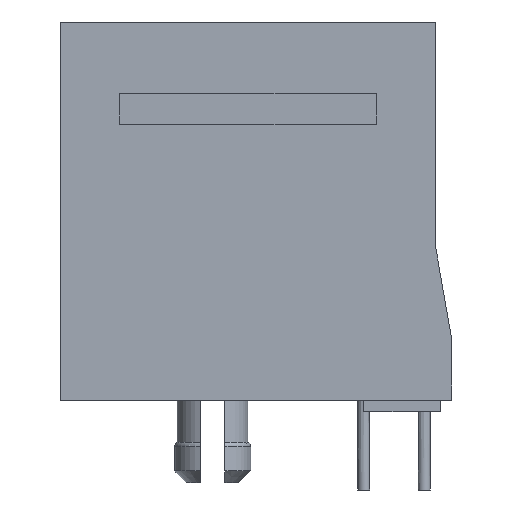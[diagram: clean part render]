
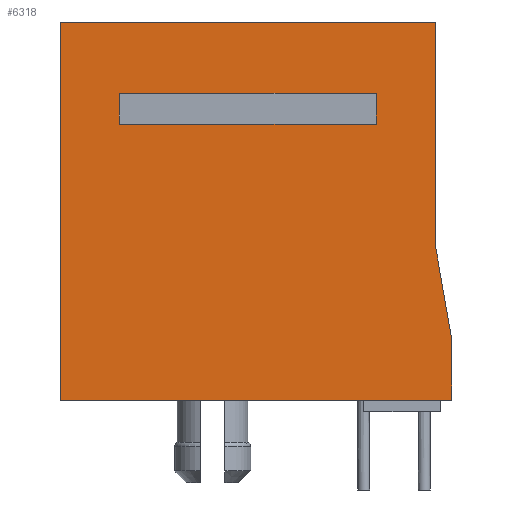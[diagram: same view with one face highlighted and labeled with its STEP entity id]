
A CAD part, front view. The second image highlights one B-rep face of the part: STEP entity #6318.
In plain terms, the highlighted planar face has unit normal (0, -1, 0).
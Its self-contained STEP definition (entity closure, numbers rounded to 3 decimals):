
#251=PLANE('',#6590);
#1396=ORIENTED_EDGE('',*,*,#2310,.F.);
#1397=ORIENTED_EDGE('',*,*,#1713,.F.);
#1398=ORIENTED_EDGE('',*,*,#1852,.F.);
#1399=ORIENTED_EDGE('',*,*,#1911,.F.);
#1400=ORIENTED_EDGE('',*,*,#1900,.F.);
#1401=ORIENTED_EDGE('',*,*,#1855,.F.);
#1402=ORIENTED_EDGE('',*,*,#2311,.T.);
#1403=ORIENTED_EDGE('',*,*,#2312,.T.);
#1404=ORIENTED_EDGE('',*,*,#2313,.T.);
#1405=ORIENTED_EDGE('',*,*,#2314,.T.);
#1713=EDGE_CURVE('',#2391,#2392,#2834,.T.);
#1852=EDGE_CURVE('',#2495,#2391,#2940,.T.);
#1855=EDGE_CURVE('',#2498,#2499,#2943,.T.);
#1900=EDGE_CURVE('',#2499,#2533,#2988,.T.);
#1911=EDGE_CURVE('',#2533,#2495,#2999,.T.);
#2310=EDGE_CURVE('',#2392,#2498,#3360,.T.);
#2311=EDGE_CURVE('',#2791,#2792,#3361,.T.);
#2312=EDGE_CURVE('',#2792,#2793,#3362,.T.);
#2313=EDGE_CURVE('',#2793,#2794,#3363,.T.);
#2314=EDGE_CURVE('',#2794,#2791,#3364,.T.);
#2391=VERTEX_POINT('',#7820);
#2392=VERTEX_POINT('',#7822);
#2495=VERTEX_POINT('',#8166);
#2498=VERTEX_POINT('',#8173);
#2499=VERTEX_POINT('',#8175);
#2533=VERTEX_POINT('',#8259);
#2791=VERTEX_POINT('',#9217);
#2792=VERTEX_POINT('',#9218);
#2793=VERTEX_POINT('',#9220);
#2794=VERTEX_POINT('',#9222);
#2834=LINE('',#7821,#3420);
#2940=LINE('',#8167,#3526);
#2943=LINE('',#8174,#3529);
#2988=LINE('',#8262,#3574);
#2999=LINE('',#8284,#3585);
#3360=LINE('',#9215,#3946);
#3361=LINE('',#9216,#3947);
#3362=LINE('',#9219,#3948);
#3363=LINE('',#9221,#3949);
#3364=LINE('',#9223,#3950);
#3420=VECTOR('',#6675,1000.);
#3526=VECTOR('',#6901,1000.);
#3529=VECTOR('',#6906,1000.);
#3574=VECTOR('',#6965,1000.);
#3585=VECTOR('',#6980,1000.);
#3946=VECTOR('',#7635,1000.);
#3947=VECTOR('',#7636,1000.);
#3948=VECTOR('',#7637,1000.);
#3949=VECTOR('',#7638,1000.);
#3950=VECTOR('',#7639,1000.);
#4184=EDGE_LOOP('',(#1396,#1397,#1398,#1399,#1400,#1401));
#4185=EDGE_LOOP('',(#1402,#1403,#1404,#1405));
#4450=FACE_BOUND('',#4184,.T.);
#4451=FACE_BOUND('',#4185,.T.);
#6318=ADVANCED_FACE('',(#4450,#4451),#251,.F.);
#6590=AXIS2_PLACEMENT_3D('',#9214,#7633,#7634);
#6675=DIRECTION('',(-1.,0.,0.));
#6901=DIRECTION('',(-0.985,0.,-0.172));
#6906=DIRECTION('',(1.,0.,0.));
#6965=DIRECTION('',(0.,0.,-1.));
#6980=DIRECTION('',(-1.,0.,0.));
#7633=DIRECTION('',(0.,1.,0.));
#7634=DIRECTION('',(0.,0.,1.));
#7635=DIRECTION('',(0.,0.,1.));
#7636=DIRECTION('',(0.,0.,-1.));
#7637=DIRECTION('',(-1.,0.,0.));
#7638=DIRECTION('',(0.,0.,1.));
#7639=DIRECTION('',(1.,0.,0.));
#7820=CARTESIAN_POINT('',(-5.45,-6.725,-8.58));
#7821=CARTESIAN_POINT('',(-5.45,-6.725,-8.58));
#7822=CARTESIAN_POINT('',(-7.95,-6.725,-8.58));
#8166=CARTESIAN_POINT('',(-1.55,-6.725,-7.9));
#8167=CARTESIAN_POINT('',(-1.55,-6.725,-7.9));
#8173=CARTESIAN_POINT('',(-7.95,-6.725,7.9));
#8174=CARTESIAN_POINT('',(-7.95,-6.725,7.9));
#8175=CARTESIAN_POINT('',(7.95,-6.725,7.9));
#8259=CARTESIAN_POINT('',(7.95,-6.725,-7.9));
#8262=CARTESIAN_POINT('',(7.95,-6.725,7.9));
#8284=CARTESIAN_POINT('',(7.95,-6.725,-7.9));
#9214=CARTESIAN_POINT('',(0.,-6.725,0.));
#9215=CARTESIAN_POINT('',(-7.95,-6.725,-8.58));
#9216=CARTESIAN_POINT('',(4.95,-6.725,5.4));
#9217=CARTESIAN_POINT('',(4.95,-6.725,5.4));
#9218=CARTESIAN_POINT('',(4.95,-6.725,-5.4));
#9219=CARTESIAN_POINT('',(4.95,-6.725,-5.4));
#9220=CARTESIAN_POINT('',(3.65,-6.725,-5.4));
#9221=CARTESIAN_POINT('',(3.65,-6.725,-5.4));
#9222=CARTESIAN_POINT('',(3.65,-6.725,5.4));
#9223=CARTESIAN_POINT('',(3.65,-6.725,5.4));
